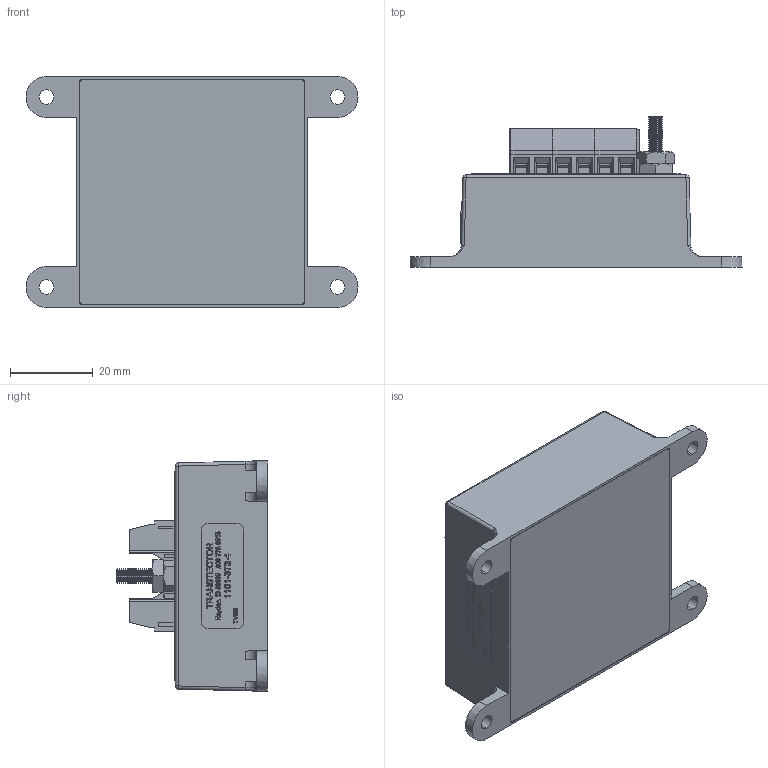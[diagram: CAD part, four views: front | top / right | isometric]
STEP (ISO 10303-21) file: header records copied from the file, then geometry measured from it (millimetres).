
FILE_DESCRIPTION (( 'STEP AP214' ), '1' );
FILE_NAME ('1101-372-4-E.STEP', '2019-01-17T17:47:37', ( '' ), ( '' ), 'SwSTEP 2.0', 'SolidWorks 2018', '' );
FILE_SCHEMA (( 'AUTOMOTIVE_DESIGN' ));
Length unit declared in the file: inch
Products named in the file (35): 2003-992-4; 2001-050; 2100-006; 3800-175; 2001-049; 2107-105; 2105-243; 2103-057; 2003-1120; 2021-167; 2200-241; 2250-539-4; 1101-372-4-E
Assembly tree (19 placements, depth 3):
  2003-992-4
  2001-050
  2001-049
  2105-243
  2103-057
Bounding box: 80.37 x 36.6 x 55.88 mm (x, y, z)
Volume: 32317.2 mm3; surface area: 44135.6 mm2
Topology: 53 solids, 53 shells, 3963 faces, 10649 edges, 6960 vertices
Faces by surface type: plane 2657, bspline 745, cylinder 369, cone 184, sphere 4, torus 4
Entity records: 170148 total; most frequent: CARTESIAN_POINT 50894, ORIENTED_EDGE 21030, DIRECTION 16094, EDGE_CURVE 10515, LINE 8102, VECTOR 8102, VERTEX_POINT 6888, EDGE_LOOP 4283
